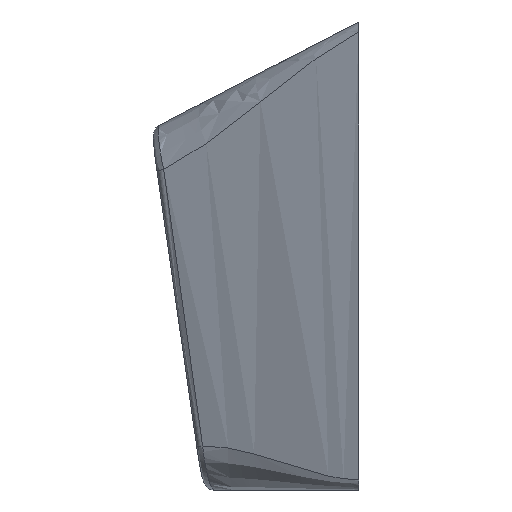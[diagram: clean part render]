
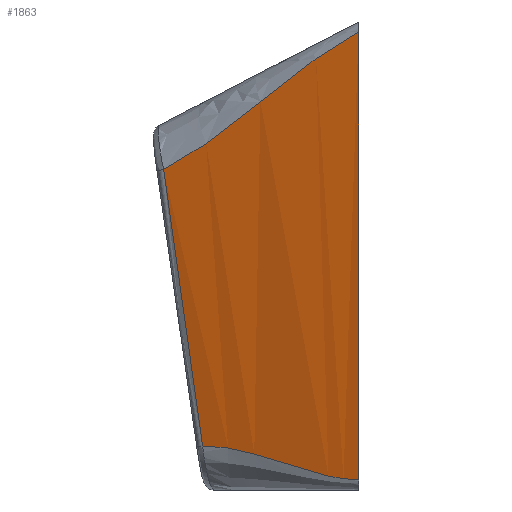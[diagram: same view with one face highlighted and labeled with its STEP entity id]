
A CAD part, left-side view. The second image highlights one B-rep face of the part: STEP entity #1863.
In plain terms, the highlighted free-form (B-spline) face has degree [3, 1] with [6, 2] control points.
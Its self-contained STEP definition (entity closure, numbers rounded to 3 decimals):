
#1646=VERTEX_POINT('',#1647);
#1647=CARTESIAN_POINT('',(0.0,0.0,-0.379));
#1659=EDGE_CURVE('',#1646,#1660,#1662,.F.);
#1660=VERTEX_POINT('',#1661);
#1661=CARTESIAN_POINT('',(0.0,0.0,-17.6));
#1662=LINE('',#1663,#1664);
#1663=CARTESIAN_POINT('',(0.0,0.0,0.0));
#1664=VECTOR('',#1665,1.0);
#1665=DIRECTION('',(0.0,0.0,1.0));
#1863=ADVANCED_FACE('',(#1864),#1971,.F.);
#1864=FACE_BOUND('',#1865,.T.);
#1865=EDGE_LOOP('',(#1866,#1908,#1923,#1970));
#1866=ORIENTED_EDGE('',*,*,#1867,.T.);
#1867=EDGE_CURVE('',#1646,#1868,#1870,.T.);
#1868=VERTEX_POINT('',#1869);
#1869=CARTESIAN_POINT('',(2.898,7.498,-5.677));
#1870=B_SPLINE_CURVE_WITH_KNOTS('',4,(#1871,#1872,#1873,#1874,#1875,#1876,#1877,#1878,#1879,#1880,#1881,#1882,#1883,#1884,#1885,#1886,#1887,#1888,#1889,#1890,#1891,#1892,#1893,#1894,#1895,#1896,#1897,#1898,#1899,#1900,#1901,#1902,#1903,#1904,#1905,#1906,#1907),.UNSPECIFIED.,.F.,.U.,(5,4,4,4,4,4,4,4,4,5),(0.0,0.125,0.25,0.375,0.5,0.625,0.75,0.875,0.938,0.981),.UNSPECIFIED.);
#1871=CARTESIAN_POINT('',(0.,0.,-0.379));
#1872=CARTESIAN_POINT('',(0.093,0.246,-0.511));
#1873=CARTESIAN_POINT('',(0.187,0.496,-0.655));
#1874=CARTESIAN_POINT('',(0.283,0.75,-0.811));
#1875=CARTESIAN_POINT('',(0.38,1.007,-0.979));
#1876=CARTESIAN_POINT('',(0.468,1.239,-1.131));
#1877=CARTESIAN_POINT('',(0.559,1.479,-1.295));
#1878=CARTESIAN_POINT('',(0.652,1.725,-1.471));
#1879=CARTESIAN_POINT('',(0.749,1.978,-1.657));
#1880=CARTESIAN_POINT('',(0.831,2.194,-1.817));
#1881=CARTESIAN_POINT('',(0.919,2.424,-1.992));
#1882=CARTESIAN_POINT('',(1.012,2.668,-2.182));
#1883=CARTESIAN_POINT('',(1.112,2.926,-2.387));
#1884=CARTESIAN_POINT('',(1.178,3.099,-2.524));
#1885=CARTESIAN_POINT('',(1.261,3.314,-2.696));
#1886=CARTESIAN_POINT('',(1.36,3.569,-2.902));
#1887=CARTESIAN_POINT('',(1.474,3.863,-3.139));
#1888=CARTESIAN_POINT('',(1.606,4.202,-3.412));
#1889=CARTESIAN_POINT('',(1.711,4.471,-3.627));
#1890=CARTESIAN_POINT('',(1.789,4.671,-3.784));
#1891=CARTESIAN_POINT('',(1.841,4.803,-3.887));
#1892=CARTESIAN_POINT('',(1.946,5.069,-4.094));
#1893=CARTESIAN_POINT('',(2.043,5.317,-4.282));
#1894=CARTESIAN_POINT('',(2.133,5.546,-4.451));
#1895=CARTESIAN_POINT('',(2.216,5.757,-4.6));
#1896=CARTESIAN_POINT('',(2.319,6.019,-4.786));
#1897=CARTESIAN_POINT('',(2.418,6.269,-4.956));
#1898=CARTESIAN_POINT('',(2.512,6.509,-5.111));
#1899=CARTESIAN_POINT('',(2.602,6.739,-5.251));
#1900=CARTESIAN_POINT('',(2.651,6.865,-5.327));
#1901=CARTESIAN_POINT('',(2.701,6.992,-5.401));
#1902=CARTESIAN_POINT('',(2.75,7.118,-5.473));
#1903=CARTESIAN_POINT('',(2.8,7.245,-5.542));
#1904=CARTESIAN_POINT('',(2.8,7.247,-5.543));
#1905=CARTESIAN_POINT('',(2.817,7.289,-5.565));
#1906=CARTESIAN_POINT('',(2.85,7.373,-5.61));
#1907=CARTESIAN_POINT('',(2.898,7.498,-5.677));
#1908=ORIENTED_EDGE('',*,*,#1909,.T.);
#1909=EDGE_CURVE('',#1868,#1910,#1912,.T.);
#1910=VERTEX_POINT('',#1911);
#1911=CARTESIAN_POINT('',(2.884,6.001,-16.306));
#1912=B_SPLINE_CURVE_WITH_KNOTS('',3,(#1913,#1914,#1915,#1916,#1917,#1918,#1919,#1920,#1921,#1922),.UNSPECIFIED.,.F.,.U.,(4,2,2,2,4),(-4.768,0.,5.966,10.734,15.502),.UNSPECIFIED.);
#1913=CARTESIAN_POINT('',(2.904,8.166,-0.957));
#1914=CARTESIAN_POINT('',(2.902,7.943,-2.53));
#1915=CARTESIAN_POINT('',(2.9,7.72,-4.104));
#1916=CARTESIAN_POINT('',(2.896,7.219,-7.646));
#1917=CARTESIAN_POINT('',(2.893,6.941,-9.615));
#1918=CARTESIAN_POINT('',(2.888,6.442,-13.158));
#1919=CARTESIAN_POINT('',(2.886,6.221,-14.732));
#1920=CARTESIAN_POINT('',(2.882,5.78,-17.88));
#1921=CARTESIAN_POINT('',(2.88,5.561,-19.454));
#1922=CARTESIAN_POINT('',(2.878,5.342,-21.028));
#1923=ORIENTED_EDGE('',*,*,#1924,.T.);
#1924=EDGE_CURVE('',#1910,#1660,#1925,.T.);
#1925=B_SPLINE_CURVE_WITH_KNOTS('',4,(#1926,#1927,#1928,#1929,#1930,#1931,#1932,#1933,#1934,#1935,#1936,#1937,#1938,#1939,#1940,#1941,#1942,#1943,#1944,#1945,#1946,#1947,#1948,#1949,#1950,#1951,#1952,#1953,#1954,#1955,#1956,#1957,#1958,#1959,#1960,#1961,#1962,#1963,#1964,#1965,#1966,#1967,#1968,#1969),.UNSPECIFIED.,.F.,.U.,(5,4,4,4,4,4,4,3,4,4,4,5),(0.039,0.063,0.125,0.25,0.375,0.438,0.5,0.507,0.625,0.75,0.875,1.0),.UNSPECIFIED.);
#1926=CARTESIAN_POINT('',(2.884,6.001,-16.306));
#1927=CARTESIAN_POINT('',(2.866,5.963,-16.306));
#1928=CARTESIAN_POINT('',(2.848,5.925,-16.306));
#1929=CARTESIAN_POINT('',(2.831,5.888,-16.306));
#1930=CARTESIAN_POINT('',(2.813,5.852,-16.307));
#1931=CARTESIAN_POINT('',(2.769,5.757,-16.308));
#1932=CARTESIAN_POINT('',(2.723,5.66,-16.313));
#1933=CARTESIAN_POINT('',(2.676,5.562,-16.319));
#1934=CARTESIAN_POINT('',(2.628,5.461,-16.329));
#1935=CARTESIAN_POINT('',(2.544,5.282,-16.346));
#1936=CARTESIAN_POINT('',(2.455,5.092,-16.372));
#1937=CARTESIAN_POINT('',(2.36,4.891,-16.407));
#1938=CARTESIAN_POINT('',(2.261,4.679,-16.452));
#1939=CARTESIAN_POINT('',(2.184,4.514,-16.488));
#1940=CARTESIAN_POINT('',(2.097,4.329,-16.532));
#1941=CARTESIAN_POINT('',(2.,4.123,-16.587));
#1942=CARTESIAN_POINT('',(1.894,3.898,-16.653));
#1943=CARTESIAN_POINT('',(1.858,3.821,-16.675));
#1944=CARTESIAN_POINT('',(1.815,3.731,-16.702));
#1945=CARTESIAN_POINT('',(1.765,3.626,-16.735));
#1946=CARTESIAN_POINT('',(1.709,3.508,-16.772));
#1947=CARTESIAN_POINT('',(1.625,3.33,-16.828));
#1948=CARTESIAN_POINT('',(1.566,3.207,-16.868));
#1949=CARTESIAN_POINT('',(1.532,3.136,-16.891));
#1950=CARTESIAN_POINT('',(1.524,3.118,-16.897));
#1951=CARTESIAN_POINT('',(1.518,3.105,-16.901));
#1952=CARTESIAN_POINT('',(1.512,3.093,-16.905));
#1953=CARTESIAN_POINT('',(1.506,3.081,-16.909));
#1954=CARTESIAN_POINT('',(1.397,2.853,-16.984));
#1955=CARTESIAN_POINT('',(1.304,2.66,-17.047));
#1956=CARTESIAN_POINT('',(1.222,2.488,-17.103));
#1957=CARTESIAN_POINT('',(1.149,2.338,-17.15));
#1958=CARTESIAN_POINT('',(1.047,2.128,-17.217));
#1959=CARTESIAN_POINT('',(0.95,1.928,-17.277));
#1960=CARTESIAN_POINT('',(0.858,1.738,-17.33));
#1961=CARTESIAN_POINT('',(0.77,1.559,-17.376));
#1962=CARTESIAN_POINT('',(0.67,1.354,-17.429));
#1963=CARTESIAN_POINT('',(0.572,1.156,-17.474));
#1964=CARTESIAN_POINT('',(0.478,0.964,-17.511));
#1965=CARTESIAN_POINT('',(0.386,0.779,-17.539));
#1966=CARTESIAN_POINT('',(0.288,0.581,-17.569));
#1967=CARTESIAN_POINT('',(0.191,0.386,-17.589));
#1968=CARTESIAN_POINT('',(0.095,0.192,-17.6));
#1969=CARTESIAN_POINT('',(0.,0.,-17.6));
#1970=ORIENTED_EDGE('',*,*,#1659,.F.);
#1971=B_SPLINE_SURFACE_WITH_KNOTS('',3,1,((#1972,#1973),(#1974,#1975),(#1976,#1977),(#1978,#1979),(#1980,#1981),(#1982,#1983)),.UNSPECIFIED.,.F.,.F.,.U.,(4,2,4),(2,2),(0.0,0.5,1.0),(0.0,1.0),.UNSPECIFIED.);
#1972=CARTESIAN_POINT('',(3.0,8.0,-4.144));
#1973=CARTESIAN_POINT('',(3.0,6.0,-18.0));
#1974=CARTESIAN_POINT('',(2.5,6.667,-3.453));
#1975=CARTESIAN_POINT('',(2.5,5.0,-18.0));
#1976=CARTESIAN_POINT('',(2.0,5.333,-2.762));
#1977=CARTESIAN_POINT('',(2.0,4.0,-18.0));
#1978=CARTESIAN_POINT('',(1.0,2.667,-1.381));
#1979=CARTESIAN_POINT('',(1.0,2.0,-18.0));
#1980=CARTESIAN_POINT('',(0.5,1.333,-0.691));
#1981=CARTESIAN_POINT('',(0.5,1.0,-18.0));
#1982=CARTESIAN_POINT('',(0.,0.,0.));
#1983=CARTESIAN_POINT('',(0.0,0.0,-18.0));
